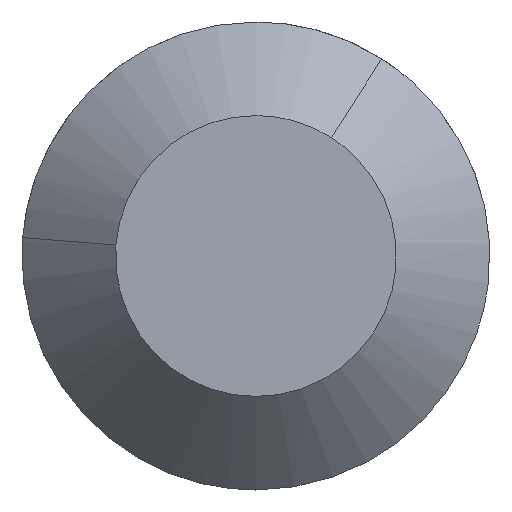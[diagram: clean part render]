
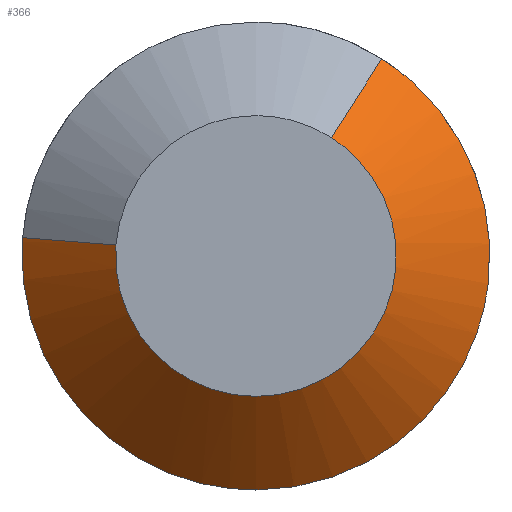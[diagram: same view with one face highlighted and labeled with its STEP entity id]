
A CAD part, front view. The second image highlights one B-rep face of the part: STEP entity #366.
In plain terms, the highlighted free-form (B-spline) face has degree [2, 1] with [7, 2] control points.
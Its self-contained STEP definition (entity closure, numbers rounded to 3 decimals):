
#230=CARTESIAN_POINT('',(1.587,-0.05,2.487));
#231=CARTESIAN_POINT('',(3.08,-0.05,1.534));
#232=CARTESIAN_POINT('',(2.941,-0.05,-0.231));
#233=CARTESIAN_POINT('',(2.709,-0.05,-3.172));
#234=CARTESIAN_POINT('',(-0.231,-0.05,-2.941));
#235=CARTESIAN_POINT('',(-3.172,-0.05,-2.709));
#236=CARTESIAN_POINT('',(-2.941,-0.05,0.231));
#237=CARTESIAN_POINT('',(2.717,2.051,4.258));
#238=CARTESIAN_POINT('',(5.274,2.051,2.627));
#239=CARTESIAN_POINT('',(5.036,2.051,-0.396));
#240=CARTESIAN_POINT('',(4.639,2.051,-5.432));
#241=CARTESIAN_POINT('',(-0.396,2.051,-5.036));
#242=CARTESIAN_POINT('',(-5.432,2.051,-4.639));
#243=CARTESIAN_POINT('',(-5.036,2.051,0.396));
#251=(BOUNDED_SURFACE()B_SPLINE_SURFACE(2,1,((#230,#237),(#231,#238),(#232,#239),(#233,#240),(#234,#241),(#235,#242),(#236,#243)),.UNSPECIFIED.,.F.,.F.,.U.)B_SPLINE_SURFACE_WITH_KNOTS((3,2,2,3),(2,2),(0.0,5.691,14.06,22.429),(0.0,2.972),.UNSPECIFIED.)GEOMETRIC_REPRESENTATION_ITEM()RATIONAL_B_SPLINE_SURFACE(((0.873,0.873),(0.801,0.801),(1.0,1.0),(0.707,0.707),(1.0,1.0),(0.707,0.707),(1.0,1.0)))REPRESENTATION_ITEM('')SURFACE());
#252=CARTESIAN_POINT('',(4.965,2.,-0.59));
#253=VERTEX_POINT('',#252);
#254=CARTESIAN_POINT('',(2.689,2.,4.215));
#255=VERTEX_POINT('',#254);
#256=CARTESIAN_POINT('',(4.965,2.,-0.59));
#257=CARTESIAN_POINT('',(5.,2.,-0.296));
#258=CARTESIAN_POINT('',(5.0,2.0,0.));
#259=CARTESIAN_POINT('',(5.0,2.,2.741));
#260=CARTESIAN_POINT('',(2.689,2.,4.215));
#268=(BOUNDED_CURVE()B_SPLINE_CURVE(2,(#256,#257,#258,#259,#260),.UNSPECIFIED.,.F.,.U.)B_SPLINE_CURVE_WITH_KNOTS((3,2,3),(0.23,0.25,0.408),.UNSPECIFIED.)CURVE()GEOMETRIC_REPRESENTATION_ITEM()RATIONAL_B_SPLINE_CURVE((0.956,0.976,1.0,0.815,0.864))REPRESENTATION_ITEM(''));
#269=EDGE_CURVE('',#253,#255,#268,.T.);
#270=ORIENTED_EDGE('',*,*,#269,.T.);
#271=CARTESIAN_POINT('',(1.614,0.,2.529));
#272=VERTEX_POINT('',#271);
#273=CARTESIAN_POINT('',(1.614,0.,2.529));
#274=CARTESIAN_POINT('',(2.689,2.,4.215));
#275=QUASI_UNIFORM_CURVE('',1,(#273,#274),.UNSPECIFIED.,.F.,.U.);
#276=EDGE_CURVE('',#272,#255,#275,.T.);
#277=ORIENTED_EDGE('',*,*,#276,.F.);
#278=CARTESIAN_POINT('',(0.0,0.,-3.0));
#279=VERTEX_POINT('',#278);
#280=CARTESIAN_POINT('',(0.0,0.,-3.0));
#281=CARTESIAN_POINT('',(3.0,0.,-3.0));
#282=CARTESIAN_POINT('',(3.0,0.,0.));
#283=CARTESIAN_POINT('',(3.0,0.,1.645));
#284=CARTESIAN_POINT('',(1.614,0.,2.529));
#292=(BOUNDED_CURVE()B_SPLINE_CURVE(2,(#280,#281,#282,#283,#284),.UNSPECIFIED.,.F.,.U.)B_SPLINE_CURVE_WITH_KNOTS((3,2,3),(0.0,0.25,0.408),.UNSPECIFIED.)CURVE()GEOMETRIC_REPRESENTATION_ITEM()RATIONAL_B_SPLINE_CURVE((1.0,0.707,1.0,0.815,0.864))REPRESENTATION_ITEM(''));
#293=EDGE_CURVE('',#279,#272,#292,.T.);
#294=ORIENTED_EDGE('',*,*,#293,.F.);
#295=CARTESIAN_POINT('',(-2.991,0.,0.235));
#296=VERTEX_POINT('',#295);
#297=CARTESIAN_POINT('',(-2.991,0.,0.235));
#298=CARTESIAN_POINT('',(-3.,0.,0.118));
#299=CARTESIAN_POINT('',(-3.0,0.,0.));
#300=CARTESIAN_POINT('',(-3.0,0.,-3.0));
#301=CARTESIAN_POINT('',(0.0,0.,-3.0));
#309=(BOUNDED_CURVE()B_SPLINE_CURVE(2,(#297,#298,#299,#300,#301),.UNSPECIFIED.,.F.,.U.)B_SPLINE_CURVE_WITH_KNOTS((3,2,3),(0.736,0.75,1.0),.UNSPECIFIED.)CURVE()GEOMETRIC_REPRESENTATION_ITEM()RATIONAL_B_SPLINE_CURVE((0.97,0.984,1.0,0.707,1.0))REPRESENTATION_ITEM(''));
#310=EDGE_CURVE('',#296,#279,#309,.T.);
#311=ORIENTED_EDGE('',*,*,#310,.F.);
#312=CARTESIAN_POINT('',(-4.985,2.,0.392));
#313=VERTEX_POINT('',#312);
#314=CARTESIAN_POINT('',(-2.991,0.,0.235));
#315=CARTESIAN_POINT('',(-4.985,2.,0.392));
#316=QUASI_UNIFORM_CURVE('',1,(#314,#315),.UNSPECIFIED.,.F.,.U.);
#317=EDGE_CURVE('',#296,#313,#316,.T.);
#318=ORIENTED_EDGE('',*,*,#317,.T.);
#319=CARTESIAN_POINT('',(-4.991,2.,0.305));
#320=VERTEX_POINT('',#319);
#321=CARTESIAN_POINT('',(-4.985,2.,0.392));
#322=CARTESIAN_POINT('',(-4.988,2.,0.349));
#323=CARTESIAN_POINT('',(-4.991,2.,0.305));
#331=(BOUNDED_CURVE()B_SPLINE_CURVE(2,(#321,#322,#323),.UNSPECIFIED.,.F.,.U.)B_SPLINE_CURVE_WITH_KNOTS((3,3),(0.736,0.739),.UNSPECIFIED.)CURVE()GEOMETRIC_REPRESENTATION_ITEM()RATIONAL_B_SPLINE_CURVE((0.97,0.973,0.976))REPRESENTATION_ITEM(''));
#332=EDGE_CURVE('',#313,#320,#331,.T.);
#333=ORIENTED_EDGE('',*,*,#332,.T.);
#334=CARTESIAN_POINT('',(0.0,2.0,-5.0));
#335=VERTEX_POINT('',#334);
#336=CARTESIAN_POINT('',(-4.991,2.,0.305));
#337=CARTESIAN_POINT('',(-5.,2.,0.153));
#338=CARTESIAN_POINT('',(-5.0,2.0,0.));
#339=CARTESIAN_POINT('',(-5.,2.,-5.));
#340=CARTESIAN_POINT('',(0.0,2.0,-5.0));
#348=(BOUNDED_CURVE()B_SPLINE_CURVE(2,(#336,#337,#338,#339,#340),.UNSPECIFIED.,.F.,.U.)B_SPLINE_CURVE_WITH_KNOTS((3,2,3),(0.739,0.75,1.0),.UNSPECIFIED.)CURVE()GEOMETRIC_REPRESENTATION_ITEM()RATIONAL_B_SPLINE_CURVE((0.976,0.988,1.0,0.707,1.0))REPRESENTATION_ITEM(''));
#349=EDGE_CURVE('',#320,#335,#348,.T.);
#350=ORIENTED_EDGE('',*,*,#349,.T.);
#351=CARTESIAN_POINT('',(0.0,2.0,-5.0));
#352=CARTESIAN_POINT('',(4.441,2.,-5.0));
#353=CARTESIAN_POINT('',(4.965,2.,-0.59));
#361=(BOUNDED_CURVE()B_SPLINE_CURVE(2,(#351,#352,#353),.UNSPECIFIED.,.F.,.U.)B_SPLINE_CURVE_WITH_KNOTS((3,3),(0.0,0.23),.UNSPECIFIED.)CURVE()GEOMETRIC_REPRESENTATION_ITEM()RATIONAL_B_SPLINE_CURVE((1.0,0.731,0.956))REPRESENTATION_ITEM(''));
#362=EDGE_CURVE('',#335,#253,#361,.T.);
#363=ORIENTED_EDGE('',*,*,#362,.T.);
#364=EDGE_LOOP('',(#270,#277,#294,#311,#318,#333,#350,#363));
#365=FACE_OUTER_BOUND('',#364,.T.);
#366=ADVANCED_FACE('',(#365),#251,.T.);
